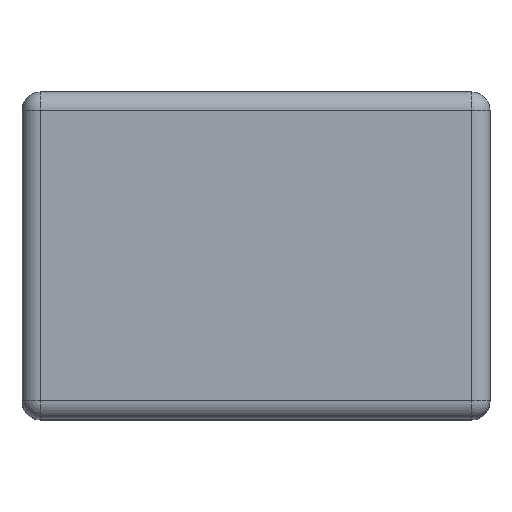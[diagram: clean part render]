
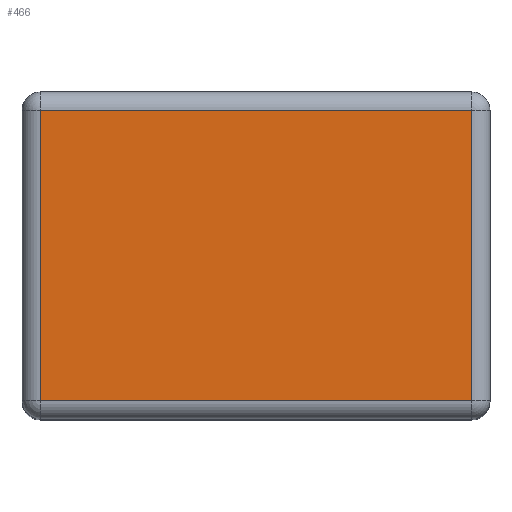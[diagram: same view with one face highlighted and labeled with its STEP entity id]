
A CAD part, top view. The second image highlights one B-rep face of the part: STEP entity #466.
In plain terms, the highlighted free-form (B-spline) face has degree [1, 1] with [2, 2] control points.
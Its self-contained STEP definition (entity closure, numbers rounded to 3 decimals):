
#81=CARTESIAN_POINT('',(4.75,3.2,12.5));
#82=VERTEX_POINT('',#81);
#107=CARTESIAN_POINT('',(4.75,-3.2,12.5));
#108=VERTEX_POINT('',#107);
#151=CARTESIAN_POINT('',(-4.75,3.2,12.5));
#152=VERTEX_POINT('',#151);
#177=CARTESIAN_POINT('',(-4.75,-3.2,12.5));
#178=VERTEX_POINT('',#177);
#218=CARTESIAN_POINT('',(-4.75,-3.2,12.5));
#219=DIRECTION('',(0.0,1.0,0.0));
#220=VECTOR('',#219,6.4);
#221=LINE('',#218,#220);
#222=EDGE_CURVE('',#178,#152,#221,.T.);
#240=CARTESIAN_POINT('',(4.75,-3.2,12.5));
#241=DIRECTION('',(-1.0,0.0,0.0));
#242=VECTOR('',#241,9.5);
#243=LINE('',#240,#242);
#244=EDGE_CURVE('',#108,#178,#243,.T.);
#294=CARTESIAN_POINT('',(-4.75,3.2,12.5));
#295=DIRECTION('',(1.0,0.0,0.0));
#296=VECTOR('',#295,9.5);
#297=LINE('',#294,#296);
#298=EDGE_CURVE('',#152,#82,#297,.T.);
#348=CARTESIAN_POINT('',(4.75,3.2,12.5));
#349=DIRECTION('',(0.0,-1.0,0.0));
#350=VECTOR('',#349,6.4);
#351=LINE('',#348,#350);
#352=EDGE_CURVE('',#82,#108,#351,.T.);
#455=CARTESIAN_POINT('',(-4.75,-3.2,12.5));
#456=CARTESIAN_POINT('',(4.75,-3.2,12.5));
#457=CARTESIAN_POINT('',(-4.75,3.2,12.5));
#458=CARTESIAN_POINT('',(4.75,3.2,12.5));
#459=B_SPLINE_SURFACE_WITH_KNOTS('',1,1,((#455,#457),(#456,#458)),.UNSPECIFIED.,.F.,.F.,.U.,(2,2),(2,2),(0.0,9.5),(0.0,6.4),.UNSPECIFIED.);
#460=ORIENTED_EDGE('',*,*,#222,.F.);
#461=ORIENTED_EDGE('',*,*,#244,.F.);
#462=ORIENTED_EDGE('',*,*,#352,.F.);
#463=ORIENTED_EDGE('',*,*,#298,.F.);
#464=EDGE_LOOP('',(#460,#461,#462,#463));
#465=FACE_OUTER_BOUND('',#464,.T.);
#466=ADVANCED_FACE('',(#465),#459,.T.);
